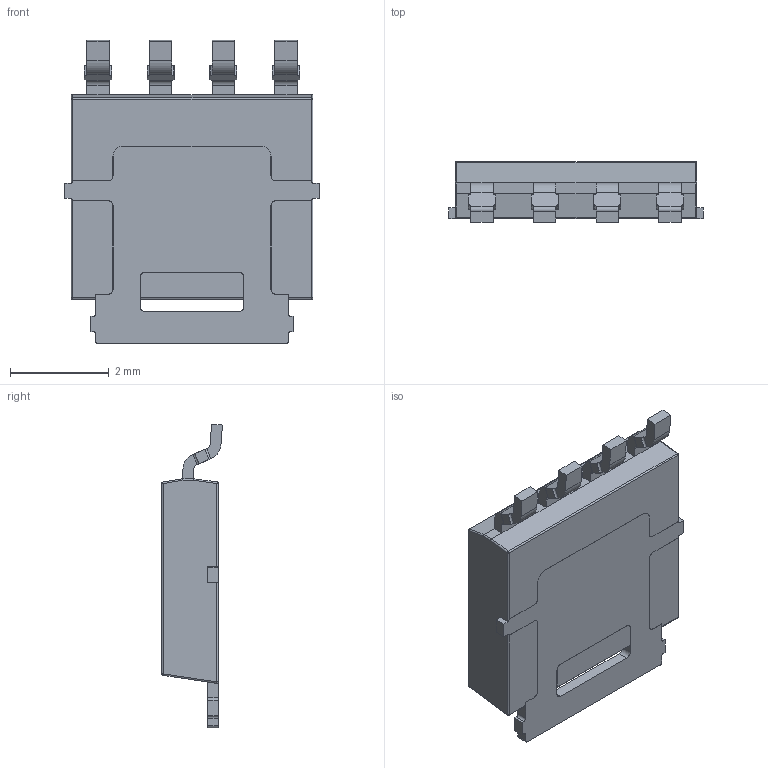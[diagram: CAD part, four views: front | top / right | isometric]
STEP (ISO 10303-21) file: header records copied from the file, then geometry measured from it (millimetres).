
FILE_DESCRIPTION (( 'STEP AP214' ), '1' );
FILE_NAME ('NVMYS2D9N04CLTWG.STEP', '2024-03-13T07:24:45', ( 'Tashadra' ), ( '' ), 'SwSTEP 2.0', 'SolidWorks 2016', '' );
FILE_SCHEMA (( 'AUTOMOTIVE_DESIGN' ));
Length unit declared in the file: millimetre
Products named in the file (1): NVMYS2D9N04CLTWG
Bounding box: 5.15 x 1.23 x 6.15 mm (x, y, z)
Volume: 24 mm3; surface area: 100.9 mm2
Topology: 2 solids, 2 shells, 236 faces, 657 edges, 418 vertices
Faces by surface type: plane 143, cylinder 85, sphere 8
Entity records: 8366 total; most frequent: CARTESIAN_POINT 1328, ORIENTED_EDGE 1298, DIRECTION 1273, EDGE_CURVE 649, LINE 483, VECTOR 483, VERTEX_POINT 418, AXIS2_PLACEMENT_3D 395
